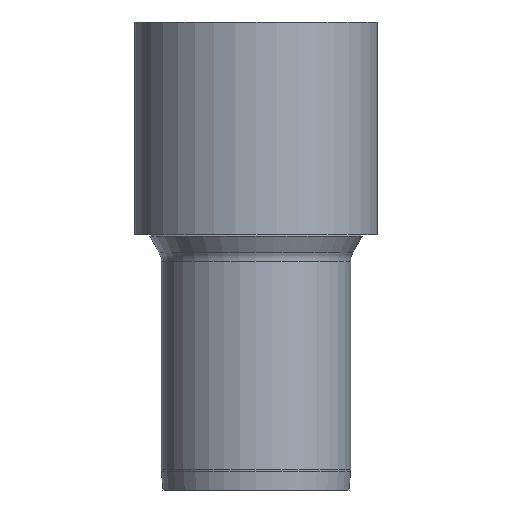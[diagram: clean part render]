
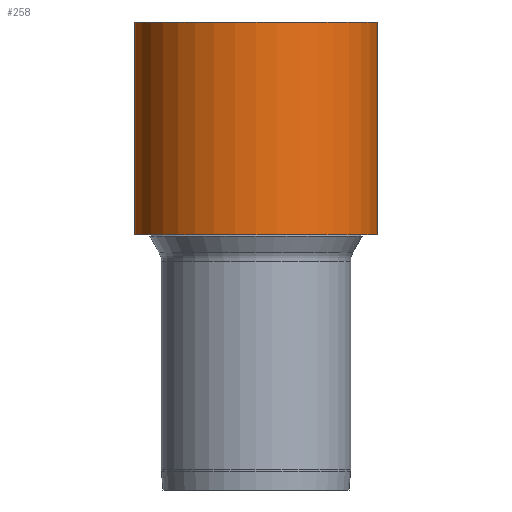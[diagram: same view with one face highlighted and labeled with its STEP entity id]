
A CAD part, front view. The second image highlights one B-rep face of the part: STEP entity #258.
In plain terms, the highlighted cylindrical face has radius 571.5 mm (diameter 1143 mm), a full revolution.
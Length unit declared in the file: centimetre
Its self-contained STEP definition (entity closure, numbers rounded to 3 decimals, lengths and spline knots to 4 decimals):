
#38=FACE_OUTER_BOUND('',#54,.T.);
#54=EDGE_LOOP('',(#180,#181,#182,#183));
#73=LINE('',#432,#82);
#82=VECTOR('',#331,57.15);
#91=CIRCLE('',#279,57.15);
#92=CIRCLE('',#280,57.15);
#119=VERTEX_POINT('',#429);
#120=VERTEX_POINT('',#431);
#143=EDGE_CURVE('',#119,#119,#91,.T.);
#144=EDGE_CURVE('',#119,#120,#73,.T.);
#145=EDGE_CURVE('',#120,#120,#92,.T.);
#180=ORIENTED_EDGE('',*,*,#143,.F.);
#181=ORIENTED_EDGE('',*,*,#144,.T.);
#182=ORIENTED_EDGE('',*,*,#145,.T.);
#183=ORIENTED_EDGE('',*,*,#144,.F.);
#254=CYLINDRICAL_SURFACE('',#278,57.15);
#258=ADVANCED_FACE('',(#38),#254,.T.);
#278=AXIS2_PLACEMENT_3D('',#428,#327,#328);
#279=AXIS2_PLACEMENT_3D('',#430,#329,#330);
#280=AXIS2_PLACEMENT_3D('',#433,#332,#333);
#327=DIRECTION('center_axis',(0.,0.,1.));
#328=DIRECTION('ref_axis',(1.,0.,0.));
#329=DIRECTION('center_axis',(0.,0.,1.));
#330=DIRECTION('ref_axis',(1.,0.,0.));
#331=DIRECTION('',(0.,0.,-1.));
#332=DIRECTION('center_axis',(0.,0.,1.));
#333=DIRECTION('ref_axis',(1.,0.,0.));
#428=CARTESIAN_POINT('Origin',(129.7973,97.1939,-100.0351));
#429=CARTESIAN_POINT('',(72.6473,97.1939,-50.0351));
#430=CARTESIAN_POINT('Origin',(129.7973,97.1939,-50.0351));
#431=CARTESIAN_POINT('',(72.6473,97.1939,-150.0351));
#432=CARTESIAN_POINT('',(72.6473,97.1939,-100.0351));
#433=CARTESIAN_POINT('Origin',(129.7973,97.1939,-150.0351));
